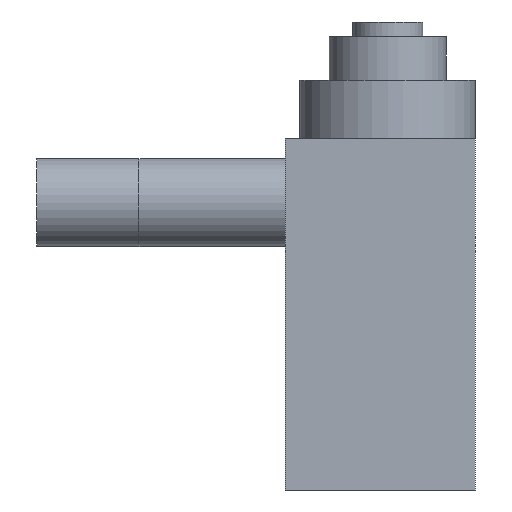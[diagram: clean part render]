
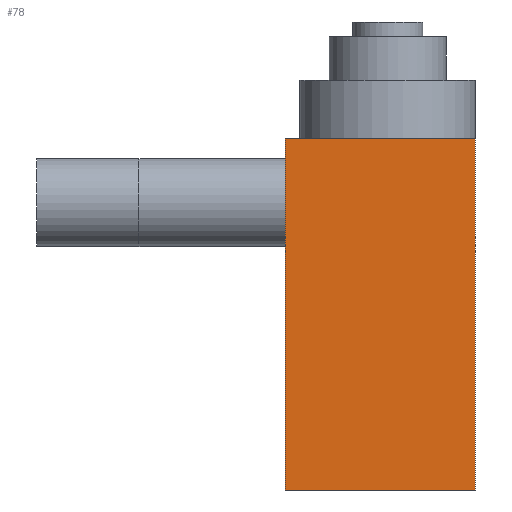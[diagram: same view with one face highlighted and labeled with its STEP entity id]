
A CAD part, left-side view. The second image highlights one B-rep face of the part: STEP entity #78.
In plain terms, the highlighted planar face has unit normal (-1, 0, 0).
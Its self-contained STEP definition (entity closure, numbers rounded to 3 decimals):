
#78=ADVANCED_FACE('',(#215),#217,.T.);
#215=FACE_BOUND('',#216,.T.);
#216=EDGE_LOOP('',(#346,#347,#348,#349,#350));
#217=PLANE('',#218);
#218=AXIS2_PLACEMENT_3D('',#219,#220,#221);
#219=CARTESIAN_POINT('',(-12.,0.,0.));
#220=DIRECTION('',(-1.,0.,0.));
#221=DIRECTION('',(0.,-1.,0.));
#346=ORIENTED_EDGE('',*,*,#408,.T.);
#347=ORIENTED_EDGE('',*,*,#409,.T.);
#348=ORIENTED_EDGE('',*,*,#410,.T.);
#349=ORIENTED_EDGE('',*,*,#401,.F.);
#350=ORIENTED_EDGE('',*,*,#406,.F.);
#401=EDGE_CURVE('',#459,#464,#465,.T.);
#406=EDGE_CURVE('',#471,#459,#473,.T.);
#408=EDGE_CURVE('',#471,#475,#476,.T.);
#409=EDGE_CURVE('',#475,#477,#478,.T.);
#410=EDGE_CURVE('',#477,#464,#479,.T.);
#459=VERTEX_POINT('',#587);
#464=VERTEX_POINT('',#601);
#465=LINE('',#602,#603);
#471=VERTEX_POINT('',#616);
#473=LINE('',#620,#621);
#475=VERTEX_POINT('',#626);
#476=LINE('',#627,#628);
#477=VERTEX_POINT('',#630);
#478=LINE('',#631,#632);
#479=LINE('',#634,#635);
#587=CARTESIAN_POINT('',(-12.,-17.,24.));
#601=CARTESIAN_POINT('',(-12.,-23.,24.));
#602=CARTESIAN_POINT('',(-12.,-17.,24.));
#603=VECTOR('',#604,1.);
#604=DIRECTION('',(0.,-1.,0.));
#616=CARTESIAN_POINT('',(-12.,-10.,24.));
#620=CARTESIAN_POINT('',(-12.,-10.,24.));
#621=VECTOR('',#622,1.);
#622=DIRECTION('',(0.,-1.,0.));
#626=CARTESIAN_POINT('',(-12.,-10.,0.));
#627=CARTESIAN_POINT('',(-12.,-10.,24.));
#628=VECTOR('',#629,1.);
#629=DIRECTION('',(0.,0.,-1.));
#630=CARTESIAN_POINT('',(-12.,-23.,0.));
#631=CARTESIAN_POINT('',(-12.,-10.,0.));
#632=VECTOR('',#633,1.);
#633=DIRECTION('',(0.,-1.,0.));
#634=CARTESIAN_POINT('',(-12.,-23.,0.));
#635=VECTOR('',#636,1.);
#636=DIRECTION('',(0.,0.,1.));
